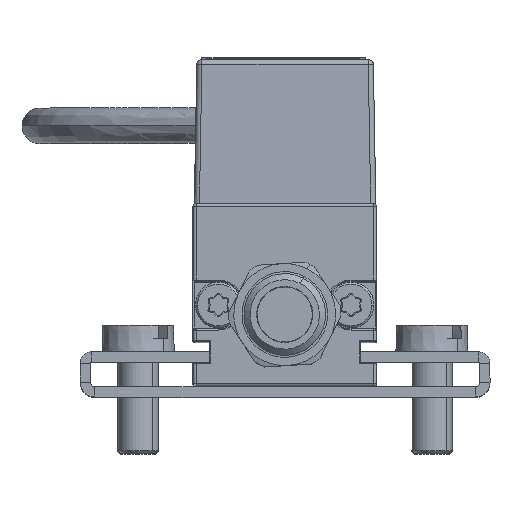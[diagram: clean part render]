
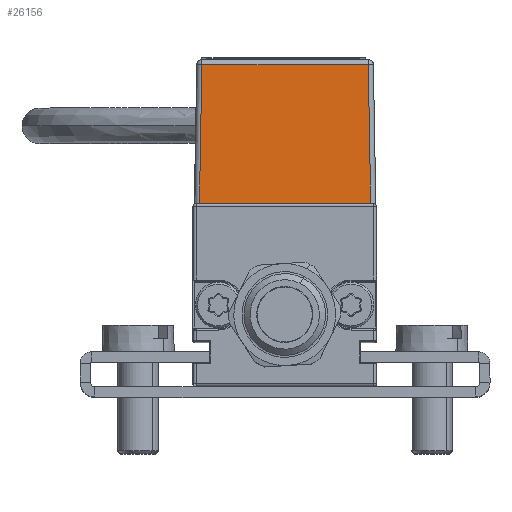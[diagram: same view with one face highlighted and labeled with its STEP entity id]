
A CAD part, top view. The second image highlights one B-rep face of the part: STEP entity #26156.
In plain terms, the highlighted planar face has unit normal (0, 0.018, 1).
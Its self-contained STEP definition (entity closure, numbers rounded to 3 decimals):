
#42 = VECTOR ( 'NONE', #8534, 1000. ) ;
#456 = LINE ( 'NONE', #23150, #17024 ) ;
#1030 = VECTOR ( 'NONE', #22482, 1000. ) ;
#2251 = ORIENTED_EDGE ( 'NONE', *, *, #18210, .T. ) ;
#2587 = CARTESIAN_POINT ( 'NONE',  ( -8.366, 17.991, 58.009 ) ) ;
#3023 = VERTEX_POINT ( 'NONE', #9325 ) ;
#3969 = ORIENTED_EDGE ( 'NONE', *, *, #11735, .T. ) ;
#4272 = EDGE_LOOP ( 'NONE', ( #11562, #2251, #3969, #27396 ) ) ;
#4747 = DIRECTION ( 'NONE',  ( -0.017, -1., 0.017 ) ) ;
#4750 = DIRECTION ( 'NONE',  ( 0., 0.017, 1. ) ) ;
#7651 = VECTOR ( 'NONE', #4747, 1000. ) ;
#8155 = VERTEX_POINT ( 'NONE', #15592 ) ;
#8534 = DIRECTION ( 'NONE',  ( 1., 0., 0. ) ) ;
#9325 = CARTESIAN_POINT ( 'NONE',  ( 8.189, 31.583, 57.771 ) ) ;
#10794 = CARTESIAN_POINT ( 'NONE',  ( -8.868, 18., 58.009 ) ) ;
#11562 = ORIENTED_EDGE ( 'NONE', *, *, #12823, .T. ) ;
#11735 = EDGE_CURVE ( 'NONE', #8155, #24532, #13416, .T. ) ;
#12387 = AXIS2_PLACEMENT_3D ( 'NONE', #17718, #4750, #19860 ) ;
#12823 = EDGE_CURVE ( 'NONE', #22079, #3023, #456, .T. ) ;
#13416 = LINE ( 'NONE', #2587, #7651 ) ;
#15592 = CARTESIAN_POINT ( 'NONE',  ( -8.129, 31.583, 57.771 ) ) ;
#16752 = DIRECTION ( 'NONE',  ( -0.017, 1., -0.017 ) ) ;
#17024 = VECTOR ( 'NONE', #16752, 1000. ) ;
#17505 = FACE_OUTER_BOUND ( 'NONE', #4272, .T. ) ;
#17623 = CARTESIAN_POINT ( 'NONE',  ( -8.366, 18., 58.009 ) ) ;
#17718 = CARTESIAN_POINT ( 'NONE',  ( -8.868, 18., 58.009 ) ) ;
#18210 = EDGE_CURVE ( 'NONE', #3023, #8155, #23312, .T. ) ;
#19860 = DIRECTION ( 'NONE',  ( 0., -1., 0.017 ) ) ;
#21028 = EDGE_CURVE ( 'NONE', #24532, #22079, #22317, .T. ) ;
#21918 = PLANE ( 'NONE',  #12387 ) ;
#22079 = VERTEX_POINT ( 'NONE', #24079 ) ;
#22317 = LINE ( 'NONE', #10794, #42 ) ;
#22482 = DIRECTION ( 'NONE',  ( -1., 0., 0. ) ) ;
#23150 = CARTESIAN_POINT ( 'NONE',  ( 8.421, 18.302, 58.003 ) ) ;
#23312 = LINE ( 'NONE', #24632, #1030 ) ;
#24079 = CARTESIAN_POINT ( 'NONE',  ( 8.426, 18., 58.009 ) ) ;
#24532 = VERTEX_POINT ( 'NONE', #17623 ) ;
#24632 = CARTESIAN_POINT ( 'NONE',  ( -8.868, 31.583, 57.771 ) ) ;
#26156 = ADVANCED_FACE ( 'NONE', ( #17505 ), #21918, .T. ) ;
#27396 = ORIENTED_EDGE ( 'NONE', *, *, #21028, .T. ) ;
